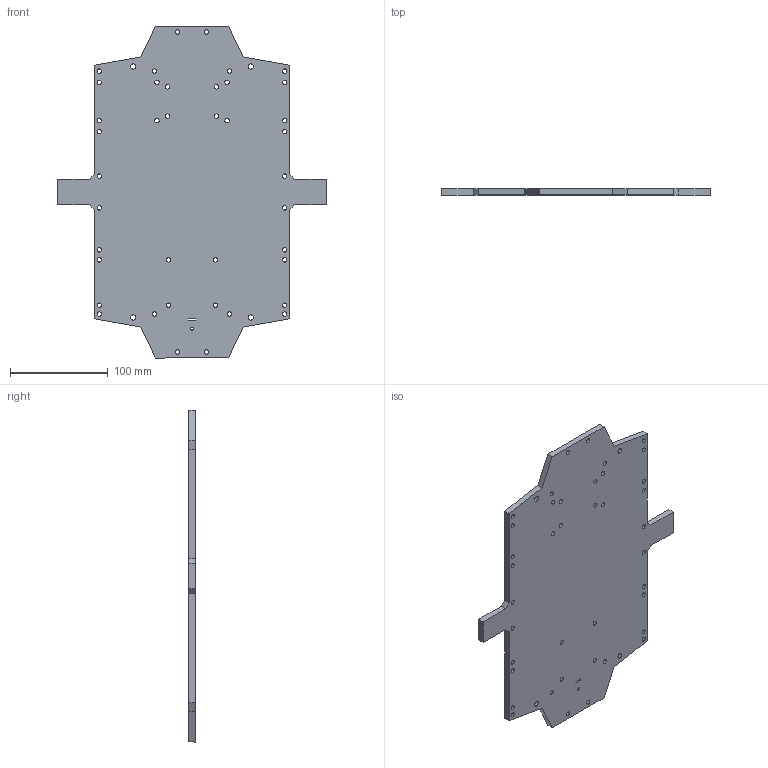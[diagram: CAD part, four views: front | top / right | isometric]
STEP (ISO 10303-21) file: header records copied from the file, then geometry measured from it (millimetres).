
FILE_DESCRIPTION (( 'STEP AP203' ), '1' );
FILE_NAME ('bottom plate_Default_sldprt.STEP', '2017-04-19T20:13:23', ( '' ), ( '' ), 'SwSTEP 2.0', 'SolidWorks 2016', '' );
FILE_SCHEMA (( 'CONFIG_CONTROL_DESIGN' ));
Length unit declared in the file: millimetre
Products named in the file (1): bottom plate_Default_sldprt
Bounding box: 275.4 x 6.35 x 340 mm (x, y, z)
Volume: 390187.2 mm3; surface area: 134408.2 mm2
Topology: 1 solids, 1 shells, 120 faces, 354 edges, 236 vertices
Faces by surface type: cylinder 90, plane 30
Entity records: 4359 total; most frequent: DIRECTION 776, CARTESIAN_POINT 711, ORIENTED_EDGE 708, EDGE_CURVE 354, AXIS2_PLACEMENT_3D 301, VERTEX_POINT 236, EDGE_LOOP 212, CIRCLE 180
